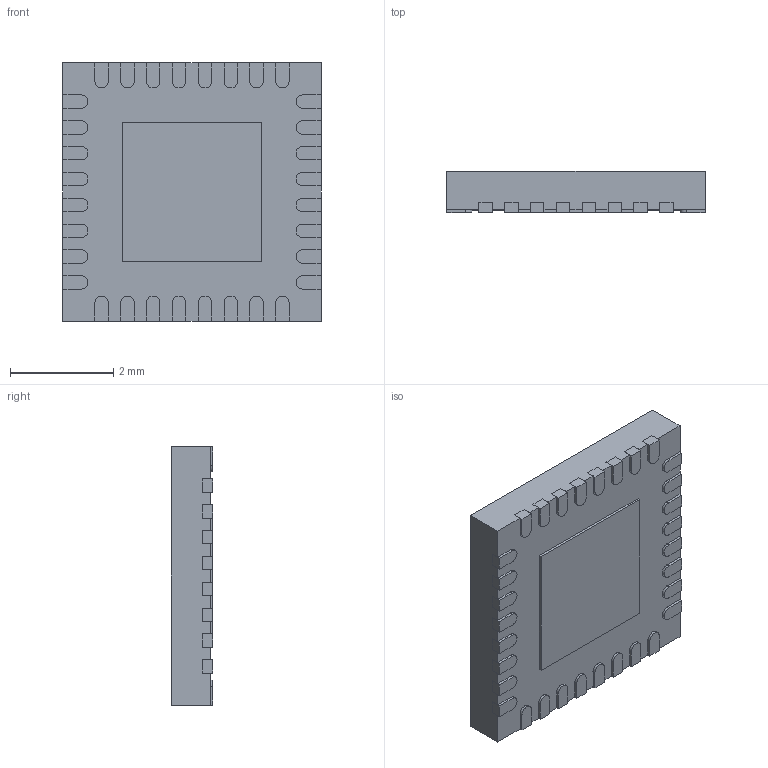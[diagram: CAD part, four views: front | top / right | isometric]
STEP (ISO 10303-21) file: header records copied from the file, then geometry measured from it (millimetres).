
FILE_DESCRIPTION(('FreeCAD Model'),'2;1');
FILE_NAME('Open CASCADE Shape Model','2025-08-27T14:17:50',(''),(''), 'Open CASCADE STEP processor 7.8','FreeCAD','Unknown');
FILE_SCHEMA(('AUTOMOTIVE_DESIGN { 1 0 10303 214 1 1 1 1 }'));
Length unit declared in the file: millimetre
Products named in the file (10): QFN_standard; Body_Solid1; Body001_Solid1; Array_Solid1; Array001_Solid2; Body002_Solid1; Array002_Solid1; Array003_Solid2; Body003_Solid1; Body004_Solid1
Assembly tree (35 placements, depth 2):
  QFN_standard
    Body_Solid1
    Body001_Solid1
    Array_Solid1  x8
    Array001_Solid2  x7
    Body002_Solid1
    Array002_Solid1  x8
    Array003_Solid2  x7
    Body003_Solid1
    Body004_Solid1
Bounding box: 5 x 0.8 x 5 mm (x, y, z)
Volume: 19.3 mm3; surface area: 101.9 mm2
Topology: 35 solids, 35 shells, 337 faces, 798 edges, 532 vertices
Faces by surface type: plane 271, cylinder 66
Full cylindrical faces by diameter (mm): 0.5 x2
Entity records: 6652 total; most frequent: CARTESIAN_POINT 1027, DIRECTION 1000, ORIENTED_EDGE 972, EDGE_CURVE 486, LINE 406, VECTOR 406, VERTEX_POINT 324, AXIS2_PLACEMENT_3D 297
